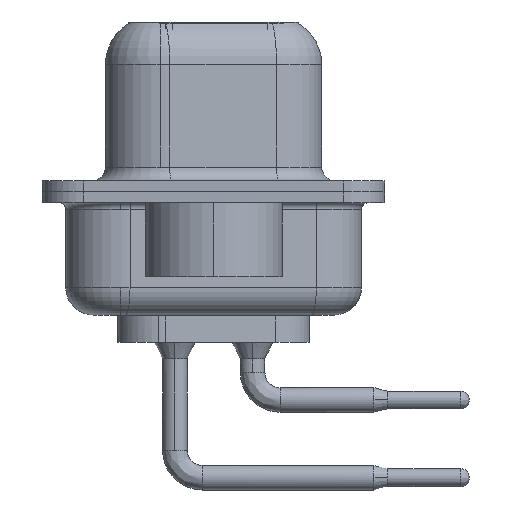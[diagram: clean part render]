
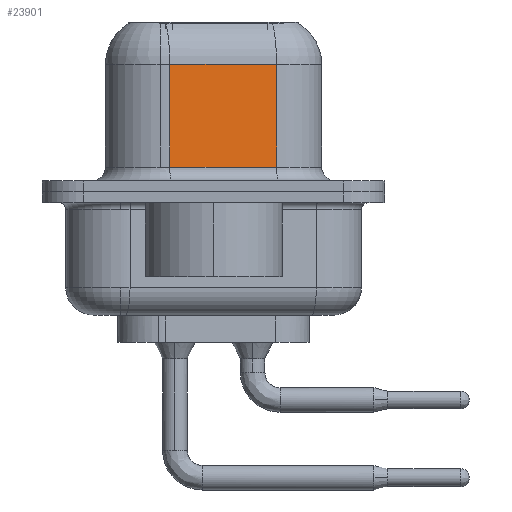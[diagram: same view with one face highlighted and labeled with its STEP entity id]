
A CAD part, left-side view. The second image highlights one B-rep face of the part: STEP entity #23901.
In plain terms, the highlighted planar face has unit normal (-0.985, -0.174, 0).
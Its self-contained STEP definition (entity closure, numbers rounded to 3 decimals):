
#463 = CARTESIAN_POINT ( 'NONE',  ( 4.38, 1.603, 6.4 ) ) ;
#1021 = PLANE ( 'NONE',  #4648 ) ;
#2202 = LINE ( 'NONE', #5242, #18788 ) ;
#2815 = CARTESIAN_POINT ( 'NONE',  ( 5.068, -2.297, 6.4 ) ) ;
#3625 = LINE ( 'NONE', #2815, #19500 ) ;
#4648 = AXIS2_PLACEMENT_3D ( 'NONE', #23702, #19786, #7458 ) ;
#5112 = EDGE_LOOP ( 'NONE', ( #21912, #10837, #9341, #17040 ) ) ;
#5123 = LINE ( 'NONE', #463, #15517 ) ;
#5242 = CARTESIAN_POINT ( 'NONE',  ( 5.068, -2.297, 4.65 ) ) ;
#6599 = DIRECTION ( 'NONE',  ( 0., 0., -1. ) ) ;
#7458 = DIRECTION ( 'NONE',  ( -0.174, 0.985, 0. ) ) ;
#8468 = DIRECTION ( 'NONE',  ( 0.174, -0.985, 0. ) ) ;
#9341 = ORIENTED_EDGE ( 'NONE', *, *, #18073, .T. ) ;
#10837 = ORIENTED_EDGE ( 'NONE', *, *, #23374, .T. ) ;
#14568 = VECTOR ( 'NONE', #8468, 1000. ) ;
#14619 = CARTESIAN_POINT ( 'NONE',  ( 5.068, -2.297, 0.9 ) ) ;
#14881 = VERTEX_POINT ( 'NONE', #18391 ) ;
#15517 = VECTOR ( 'NONE', #6599, 1000. ) ;
#15766 = EDGE_CURVE ( 'NONE', #24813, #25637, #3625, .T. ) ;
#17040 = ORIENTED_EDGE ( 'NONE', *, *, #19787, .T. ) ;
#17342 = DIRECTION ( 'NONE',  ( 0., 0., -1. ) ) ;
#18073 = EDGE_CURVE ( 'NONE', #14881, #22129, #5123, .T. ) ;
#18391 = CARTESIAN_POINT ( 'NONE',  ( 4.38, 1.603, 4.65 ) ) ;
#18788 = VECTOR ( 'NONE', #25795, 1000. ) ;
#19412 = FACE_OUTER_BOUND ( 'NONE', #5112, .T. ) ;
#19500 = VECTOR ( 'NONE', #17342, 1000. ) ;
#19786 = DIRECTION ( 'NONE',  ( 0.985, 0.174, 0. ) ) ;
#19787 = EDGE_CURVE ( 'NONE', #22129, #25637, #19995, .T. ) ;
#19995 = LINE ( 'NONE', #14619, #14568 ) ;
#21912 = ORIENTED_EDGE ( 'NONE', *, *, #15766, .F. ) ;
#22129 = VERTEX_POINT ( 'NONE', #23325 ) ;
#22684 = CARTESIAN_POINT ( 'NONE',  ( 5.068, -2.297, 4.65 ) ) ;
#23325 = CARTESIAN_POINT ( 'NONE',  ( 4.38, 1.603, 0.9 ) ) ;
#23374 = EDGE_CURVE ( 'NONE', #24813, #14881, #2202, .T. ) ;
#23625 = CARTESIAN_POINT ( 'NONE',  ( 5.068, -2.297, 0.9 ) ) ;
#23702 = CARTESIAN_POINT ( 'NONE',  ( 5.068, -2.297, 6.4 ) ) ;
#23901 = ADVANCED_FACE ( 'NONE', ( #19412 ), #1021, .F. ) ;
#24813 = VERTEX_POINT ( 'NONE', #22684 ) ;
#25637 = VERTEX_POINT ( 'NONE', #23625 ) ;
#25795 = DIRECTION ( 'NONE',  ( -0.174, 0.985, 0. ) ) ;
